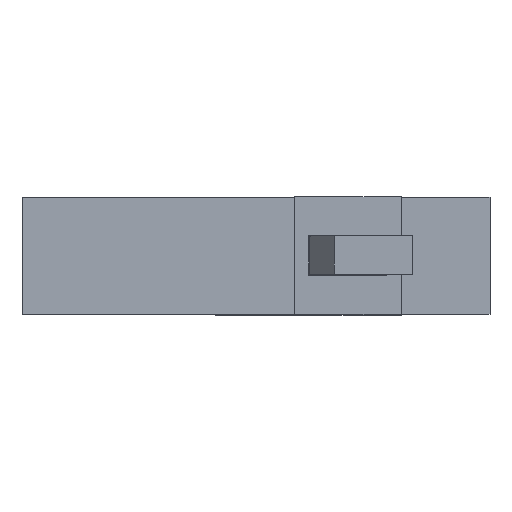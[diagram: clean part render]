
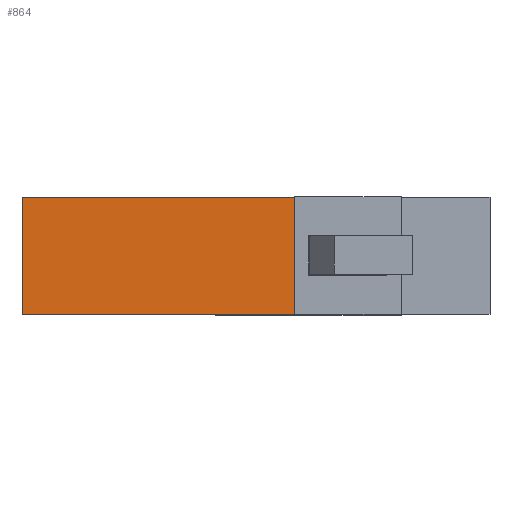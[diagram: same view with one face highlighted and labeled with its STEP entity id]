
A CAD part, top view. The second image highlights one B-rep face of the part: STEP entity #864.
In plain terms, the highlighted planar face has unit normal (0, 0, 1).
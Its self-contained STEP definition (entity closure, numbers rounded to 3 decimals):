
#38=FACE_OUTER_BOUND('',#87,.T.);
#87=EDGE_LOOP('',(#627,#628,#629,#630));
#141=LINE('',#1221,#261);
#163=LINE('',#1264,#283);
#164=LINE('',#1267,#284);
#165=LINE('',#1268,#285);
#261=VECTOR('',#995,10.);
#283=VECTOR('',#1029,10.);
#284=VECTOR('',#1032,10.);
#285=VECTOR('',#1033,10.);
#377=VERTEX_POINT('',#1218);
#378=VERTEX_POINT('',#1220);
#393=VERTEX_POINT('',#1262);
#394=VERTEX_POINT('',#1266);
#461=EDGE_CURVE('',#377,#378,#141,.T.);
#483=EDGE_CURVE('',#377,#393,#163,.T.);
#484=EDGE_CURVE('',#394,#393,#164,.T.);
#485=EDGE_CURVE('',#378,#394,#165,.T.);
#627=ORIENTED_EDGE('',*,*,#483,.T.);
#628=ORIENTED_EDGE('',*,*,#484,.F.);
#629=ORIENTED_EDGE('',*,*,#485,.F.);
#630=ORIENTED_EDGE('',*,*,#461,.F.);
#817=PLANE('',#927);
#864=ADVANCED_FACE('',(#38),#817,.T.);
#927=AXIS2_PLACEMENT_3D('',#1265,#1030,#1031);
#995=DIRECTION('',(-1.,0.,0.));
#1029=DIRECTION('',(0.,1.,0.));
#1030=DIRECTION('center_axis',(0.,0.,1.));
#1031=DIRECTION('ref_axis',(1.,0.,0.));
#1032=DIRECTION('',(1.,0.,0.));
#1033=DIRECTION('',(0.,1.,0.));
#1218=CARTESIAN_POINT('',(15.099,-3.,23.894));
#1220=CARTESIAN_POINT('',(1.143,-3.,23.894));
#1221=CARTESIAN_POINT('',(15.099,-3.,23.894));
#1262=CARTESIAN_POINT('',(15.099,3.,23.894));
#1264=CARTESIAN_POINT('',(15.099,0.,23.894));
#1265=CARTESIAN_POINT('Origin',(1.143,0.,23.894));
#1266=CARTESIAN_POINT('',(1.143,3.,23.894));
#1267=CARTESIAN_POINT('',(15.099,3.,23.894));
#1268=CARTESIAN_POINT('',(1.143,0.,23.894));
